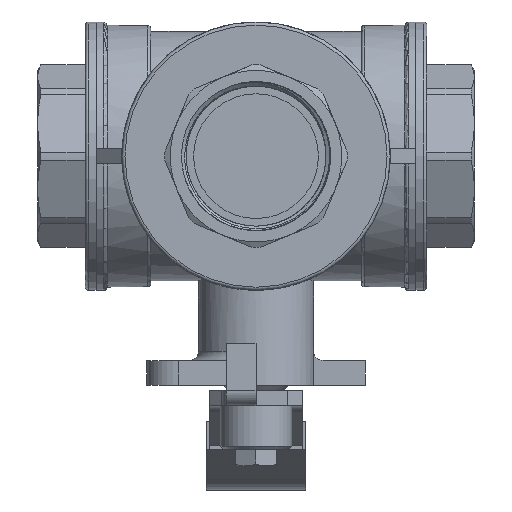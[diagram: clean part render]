
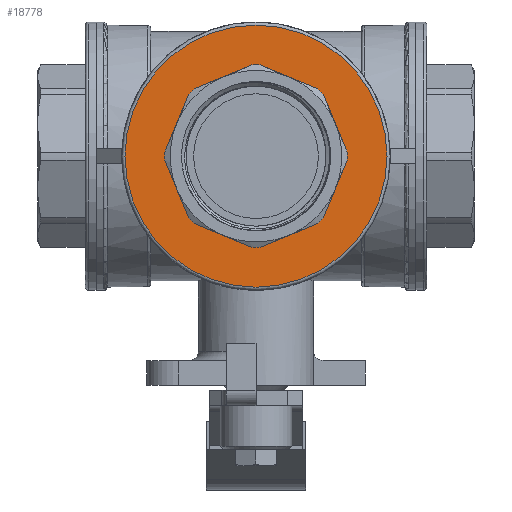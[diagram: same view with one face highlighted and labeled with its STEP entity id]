
A CAD part, front view. The second image highlights one B-rep face of the part: STEP entity #18778.
In plain terms, the highlighted face is planar.
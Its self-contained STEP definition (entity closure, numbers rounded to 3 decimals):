
#1032=CIRCLE('',#19887,29.25);
#1033=CIRCLE('',#19889,29.25);
#1034=CIRCLE('',#19891,29.25);
#1035=CIRCLE('',#19893,29.25);
#1036=CIRCLE('',#19895,29.25);
#1037=CIRCLE('',#19897,29.25);
#1038=CIRCLE('',#19899,29.25);
#1039=CIRCLE('',#19901,29.25);
#1040=CIRCLE('',#19903,42.);
#2383=ORIENTED_EDGE('',*,*,#7860,.T.);
#2384=ORIENTED_EDGE('',*,*,#7861,.T.);
#2385=ORIENTED_EDGE('',*,*,#7850,.T.);
#2386=ORIENTED_EDGE('',*,*,#7862,.T.);
#2387=ORIENTED_EDGE('',*,*,#7853,.T.);
#2388=ORIENTED_EDGE('',*,*,#7863,.T.);
#2389=ORIENTED_EDGE('',*,*,#7856,.T.);
#2390=ORIENTED_EDGE('',*,*,#7864,.T.);
#2391=ORIENTED_EDGE('',*,*,#7859,.T.);
#2392=ORIENTED_EDGE('',*,*,#7865,.T.);
#2393=ORIENTED_EDGE('',*,*,#7838,.F.);
#2394=ORIENTED_EDGE('',*,*,#7866,.T.);
#2395=ORIENTED_EDGE('',*,*,#7841,.F.);
#2396=ORIENTED_EDGE('',*,*,#7867,.T.);
#2397=ORIENTED_EDGE('',*,*,#7844,.F.);
#2398=ORIENTED_EDGE('',*,*,#7868,.T.);
#2399=ORIENTED_EDGE('',*,*,#7846,.T.);
#7838=EDGE_CURVE('',#10665,#10664,#1032,.T.);
#7841=EDGE_CURVE('',#10667,#10666,#1033,.T.);
#7844=EDGE_CURVE('',#10669,#10668,#1034,.T.);
#7846=EDGE_CURVE('',#10671,#10670,#1035,.T.);
#7850=EDGE_CURVE('',#10672,#10673,#1036,.T.);
#7853=EDGE_CURVE('',#10674,#10675,#1037,.T.);
#7856=EDGE_CURVE('',#10676,#10677,#1038,.T.);
#7859=EDGE_CURVE('',#10678,#10679,#1039,.T.);
#7860=EDGE_CURVE('',#10680,#10680,#1040,.T.);
#7861=EDGE_CURVE('',#10670,#10672,#12551,.T.);
#7862=EDGE_CURVE('',#10673,#10674,#12552,.T.);
#7863=EDGE_CURVE('',#10675,#10676,#12553,.T.);
#7864=EDGE_CURVE('',#10677,#10678,#12554,.T.);
#7865=EDGE_CURVE('',#10679,#10664,#12555,.T.);
#7866=EDGE_CURVE('',#10665,#10666,#12556,.T.);
#7867=EDGE_CURVE('',#10667,#10668,#12557,.T.);
#7868=EDGE_CURVE('',#10669,#10671,#12558,.T.);
#10664=VERTEX_POINT('',#35339);
#10665=VERTEX_POINT('',#35341);
#10666=VERTEX_POINT('',#35345);
#10667=VERTEX_POINT('',#35347);
#10668=VERTEX_POINT('',#35351);
#10669=VERTEX_POINT('',#35353);
#10670=VERTEX_POINT('',#35357);
#10671=VERTEX_POINT('',#35359);
#10672=VERTEX_POINT('',#35363);
#10673=VERTEX_POINT('',#35365);
#10674=VERTEX_POINT('',#35369);
#10675=VERTEX_POINT('',#35371);
#10676=VERTEX_POINT('',#35375);
#10677=VERTEX_POINT('',#35377);
#10678=VERTEX_POINT('',#35381);
#10679=VERTEX_POINT('',#35383);
#10680=VERTEX_POINT('',#35387);
#12551=LINE('',#35388,#14195);
#12552=LINE('',#35389,#14196);
#12553=LINE('',#35390,#14197);
#12554=LINE('',#35391,#14198);
#12555=LINE('',#35392,#14199);
#12556=LINE('',#35393,#14200);
#12557=LINE('',#35394,#14201);
#12558=LINE('',#35395,#14202);
#14195=VECTOR('',#21764,1000.);
#14196=VECTOR('',#21765,1000.);
#14197=VECTOR('',#21766,1000.);
#14198=VECTOR('',#21767,1000.);
#14199=VECTOR('',#21768,1000.);
#14200=VECTOR('',#21769,1000.);
#14201=VECTOR('',#21770,1000.);
#14202=VECTOR('',#21771,1000.);
#15847=EDGE_LOOP('',(#2383));
#15848=EDGE_LOOP('',(#2384,#2385,#2386,#2387,#2388,#2389,#2390,#2391,#2392,
#2393,#2394,#2395,#2396,#2397,#2398,#2399));
#16945=FACE_BOUND('',#15847,.T.);
#16946=FACE_BOUND('',#15848,.T.);
#17954=PLANE('',#19902);
#18778=ADVANCED_FACE('',(#16945,#16946),#17954,.F.);
#19887=AXIS2_PLACEMENT_3D('',#35342,#21716,#21717);
#19889=AXIS2_PLACEMENT_3D('',#35348,#21722,#21723);
#19891=AXIS2_PLACEMENT_3D('',#35354,#21728,#21729);
#19893=AXIS2_PLACEMENT_3D('',#35358,#21733,#21734);
#19895=AXIS2_PLACEMENT_3D('',#35366,#21740,#21741);
#19897=AXIS2_PLACEMENT_3D('',#35372,#21746,#21747);
#19899=AXIS2_PLACEMENT_3D('',#35378,#21752,#21753);
#19901=AXIS2_PLACEMENT_3D('',#35384,#21758,#21759);
#19902=AXIS2_PLACEMENT_3D('',#35385,#21760,#21761);
#19903=AXIS2_PLACEMENT_3D('',#35386,#21762,#21763);
#21716=DIRECTION('',(-1.,0.,0.));
#21717=DIRECTION('',(0.,-0.738,0.675));
#21722=DIRECTION('',(-1.,0.,0.));
#21723=DIRECTION('',(0.,-0.999,-0.045));
#21728=DIRECTION('',(-1.,0.,0.));
#21729=DIRECTION('',(0.,-0.675,-0.738));
#21733=DIRECTION('',(1.,0.,0.));
#21734=DIRECTION('',(0.,-0.045,-0.999));
#21740=DIRECTION('',(1.,0.,0.));
#21741=DIRECTION('',(0.,0.675,-0.738));
#21746=DIRECTION('',(1.,0.,0.));
#21747=DIRECTION('',(0.,0.999,-0.045));
#21752=DIRECTION('',(1.,0.,0.));
#21753=DIRECTION('',(0.,0.738,0.675));
#21758=DIRECTION('',(1.,0.,0.));
#21759=DIRECTION('',(0.,0.045,0.999));
#21760=DIRECTION('',(1.,0.,0.));
#21761=DIRECTION('',(0.,1.,0.));
#21762=DIRECTION('',(-1.,0.,0.));
#21763=DIRECTION('',(0.,0.,-1.));
#21764=DIRECTION('',(0.,0.924,0.383));
#21765=DIRECTION('',(0.,0.383,0.924));
#21766=DIRECTION('',(0.,-0.383,0.924));
#21767=DIRECTION('',(0.,-0.924,0.383));
#21768=DIRECTION('',(0.,-0.924,-0.383));
#21769=DIRECTION('',(0.,-0.383,-0.924));
#21770=DIRECTION('',(0.,0.383,-0.924));
#21771=DIRECTION('',(0.,0.924,-0.383));
#35339=CARTESIAN_POINT('',(15.25,-19.731,21.593));
#35341=CARTESIAN_POINT('',(15.25,-21.593,19.731));
#35342=CARTESIAN_POINT('',(15.25,0.,0.));
#35345=CARTESIAN_POINT('',(15.25,-29.22,1.317));
#35347=CARTESIAN_POINT('',(15.25,-29.22,-1.317));
#35348=CARTESIAN_POINT('',(15.25,0.,0.));
#35351=CARTESIAN_POINT('',(15.25,-21.593,-19.731));
#35353=CARTESIAN_POINT('',(15.25,-19.731,-21.593));
#35354=CARTESIAN_POINT('',(15.25,0.,0.));
#35357=CARTESIAN_POINT('',(15.25,1.317,-29.22));
#35358=CARTESIAN_POINT('',(15.25,0.,0.));
#35359=CARTESIAN_POINT('',(15.25,-1.317,-29.22));
#35363=CARTESIAN_POINT('',(15.25,19.731,-21.593));
#35365=CARTESIAN_POINT('',(15.25,21.593,-19.731));
#35366=CARTESIAN_POINT('',(15.25,0.,0.));
#35369=CARTESIAN_POINT('',(15.25,29.22,-1.317));
#35371=CARTESIAN_POINT('',(15.25,29.22,1.317));
#35372=CARTESIAN_POINT('',(15.25,0.,0.));
#35375=CARTESIAN_POINT('',(15.25,21.593,19.731));
#35377=CARTESIAN_POINT('',(15.25,19.731,21.593));
#35378=CARTESIAN_POINT('',(15.25,0.,0.));
#35381=CARTESIAN_POINT('',(15.25,1.317,29.22));
#35383=CARTESIAN_POINT('',(15.25,-1.317,29.22));
#35384=CARTESIAN_POINT('',(15.25,0.,0.));
#35385=CARTESIAN_POINT('',(15.25,0.,0.));
#35386=CARTESIAN_POINT('',(15.25,0.,0.));
#35387=CARTESIAN_POINT('',(15.25,0.,-42.));
#35388=CARTESIAN_POINT('',(15.25,1.317,-29.22));
#35389=CARTESIAN_POINT('',(15.25,21.593,-19.731));
#35390=CARTESIAN_POINT('',(15.25,29.22,1.317));
#35391=CARTESIAN_POINT('',(15.25,19.731,21.593));
#35392=CARTESIAN_POINT('',(15.25,-1.317,29.22));
#35393=CARTESIAN_POINT('',(15.25,-21.593,19.731));
#35394=CARTESIAN_POINT('',(15.25,-29.22,-1.317));
#35395=CARTESIAN_POINT('',(15.25,-19.731,-21.593));
